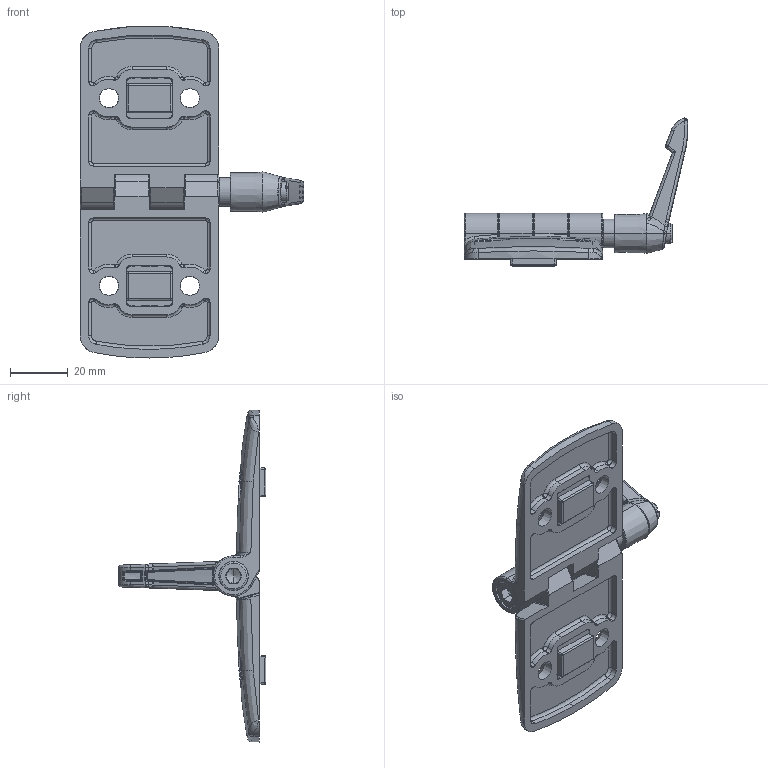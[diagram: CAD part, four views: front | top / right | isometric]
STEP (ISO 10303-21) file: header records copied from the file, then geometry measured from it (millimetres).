
FILE_DESCRIPTION (( 'STEP AP214' ), '1' );
FILE_NAME ('095kf6060f10.STEP', '2014-08-26T08:45:39', ( '' ), ( '' ), 'SwSTEP 2.0', 'SolidWorks 2014', '' );
FILE_SCHEMA (( 'AUTOMOTIVE_DESIGN' ));
Length unit declared in the file: millimetre
Products named in the file (1): 095kf6060f10
Bounding box: 77.49 x 51.2 x 115 mm (x, y, z)
Volume: 32908.8 mm3; surface area: 24964.4 mm2
Topology: 11 solids, 11 shells, 877 faces, 2134 edges, 1249 vertices
Faces by surface type: bspline 366, cylinder 259, plane 175, cone 77
Entity records: 45357 total; most frequent: CARTESIAN_POINT 17602, ORIENTED_EDGE 4172, DIRECTION 3264, EDGE_CURVE 2086, AXIS2_PLACEMENT_3D 1296, VERTEX_POINT 1249, EDGE_LOOP 913, UNCERTAINTY_MEASURE_WITH_UNIT 890
